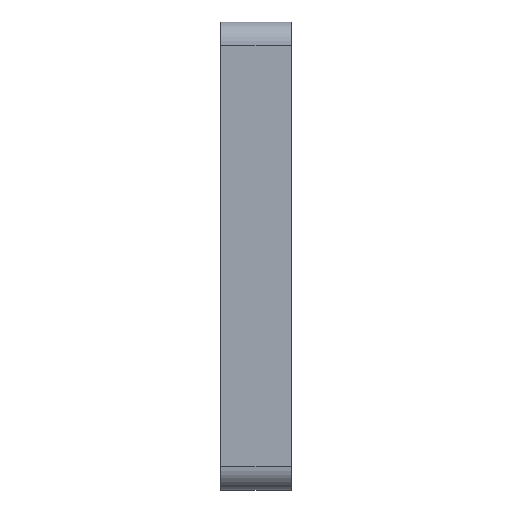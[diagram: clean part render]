
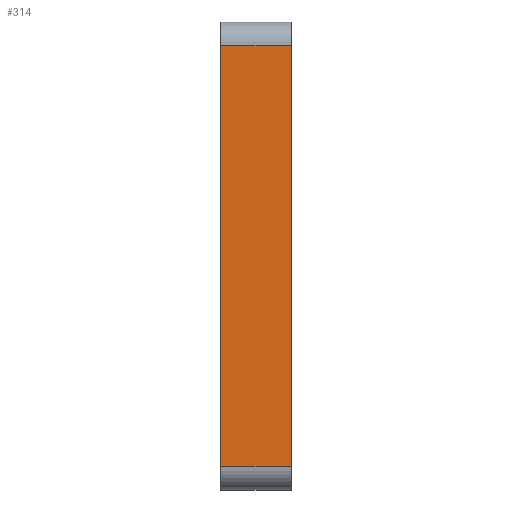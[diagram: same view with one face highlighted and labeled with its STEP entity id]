
A CAD part, left-side view. The second image highlights one B-rep face of the part: STEP entity #314.
In plain terms, the highlighted planar face has unit normal (-1, 0, 0).
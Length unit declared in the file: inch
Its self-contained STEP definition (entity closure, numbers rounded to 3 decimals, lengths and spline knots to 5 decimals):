
#13 = VECTOR ( 'NONE', #938, 39.37008 ) ;
#49 = DIRECTION ( 'NONE',  ( 0., 0., -1. ) ) ;
#53 = EDGE_CURVE ( 'NONE', #1189, #541, #815, .T. ) ;
#86 = FACE_OUTER_BOUND ( 'NONE', #579, .T. ) ;
#117 = AXIS2_PLACEMENT_3D ( 'NONE', #499, #187, #837 ) ;
#126 = CARTESIAN_POINT ( 'NONE',  ( -1.375, 0., 1.25 ) ) ;
#167 = CARTESIAN_POINT ( 'NONE',  ( -1.375, 0., 1.125 ) ) ;
#187 = DIRECTION ( 'NONE',  ( -1., 0., 0. ) ) ;
#190 = CARTESIAN_POINT ( 'NONE',  ( -1.375, 0.375, -1.125 ) ) ;
#314 = ADVANCED_FACE ( 'NONE', ( #86 ), #1322, .T. ) ;
#320 = LINE ( 'NONE', #126, #329 ) ;
#329 = VECTOR ( 'NONE', #1063, 39.37008 ) ;
#377 = CARTESIAN_POINT ( 'NONE',  ( -1.375, 0., -1.125 ) ) ;
#404 = EDGE_CURVE ( 'NONE', #1189, #635, #320, .T. ) ;
#447 = ORIENTED_EDGE ( 'NONE', *, *, #53, .T. ) ;
#487 = VERTEX_POINT ( 'NONE', #531 ) ;
#499 = CARTESIAN_POINT ( 'NONE',  ( -1.375, 0.375, 1.25 ) ) ;
#524 = CARTESIAN_POINT ( 'NONE',  ( -1.375, 0.375, 1.125 ) ) ;
#531 = CARTESIAN_POINT ( 'NONE',  ( -1.375, 0.375, -1.125 ) ) ;
#541 = VERTEX_POINT ( 'NONE', #524 ) ;
#579 = EDGE_LOOP ( 'NONE', ( #861, #447, #1046, #638 ) ) ;
#582 = EDGE_CURVE ( 'NONE', #541, #487, #659, .T. ) ;
#626 = VECTOR ( 'NONE', #921, 39.37008 ) ;
#635 = VERTEX_POINT ( 'NONE', #377 ) ;
#638 = ORIENTED_EDGE ( 'NONE', *, *, #1255, .F. ) ;
#659 = LINE ( 'NONE', #1082, #951 ) ;
#727 = LINE ( 'NONE', #190, #13 ) ;
#815 = LINE ( 'NONE', #1229, #626 ) ;
#837 = DIRECTION ( 'NONE',  ( 0., 0., 1. ) ) ;
#861 = ORIENTED_EDGE ( 'NONE', *, *, #404, .F. ) ;
#921 = DIRECTION ( 'NONE',  ( 0., 1., 0. ) ) ;
#938 = DIRECTION ( 'NONE',  ( 0., 1., 0. ) ) ;
#951 = VECTOR ( 'NONE', #49, 39.37008 ) ;
#1046 = ORIENTED_EDGE ( 'NONE', *, *, #582, .T. ) ;
#1063 = DIRECTION ( 'NONE',  ( 0., 0., -1. ) ) ;
#1082 = CARTESIAN_POINT ( 'NONE',  ( -1.375, 0.375, 1.25 ) ) ;
#1189 = VERTEX_POINT ( 'NONE', #167 ) ;
#1229 = CARTESIAN_POINT ( 'NONE',  ( -1.375, 0.375, 1.125 ) ) ;
#1255 = EDGE_CURVE ( 'NONE', #635, #487, #727, .T. ) ;
#1322 = PLANE ( 'NONE',  #117 ) ;
